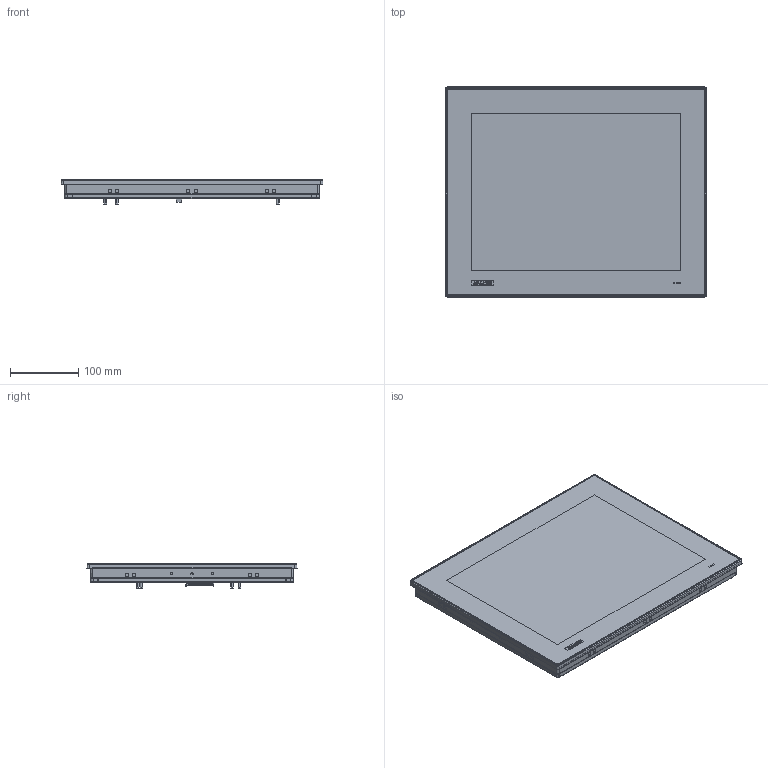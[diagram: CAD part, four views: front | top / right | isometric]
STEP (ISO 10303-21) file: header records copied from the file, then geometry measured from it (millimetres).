
FILE_DESCRIPTION (( 'STEP AP214' ), '1' );
FILE_NAME ('FPM-D15T-CE.STEP', '2024-05-28T01:52:50', ( '' ), ( '' ), 'SwSTEP 2.0', 'SolidWorks 2022', '' );
FILE_SCHEMA (( 'AUTOMOTIVE_DESIGN' ));
Length unit declared in the file: millimetre
Products named in the file (1): FPM-D15T-CE
Bounding box: 383.2 x 307.3 x 35.9 mm (x, y, z)
Volume: 3057156.2 mm3; surface area: 333335.7 mm2
Topology: 1 solids, 9 shells, 1515 faces, 3948 edges, 2534 vertices
Faces by surface type: plane 1105, cylinder 231, cone 68, bspline 59, torus 32, sphere 20
Entity records: 46758 total; most frequent: CARTESIAN_POINT 9533, ORIENTED_EDGE 7848, DIRECTION 7282, EDGE_CURVE 3924, VECTOR 3186, LINE 3186, VERTEX_POINT 2534, AXIS2_PLACEMENT_3D 2048
